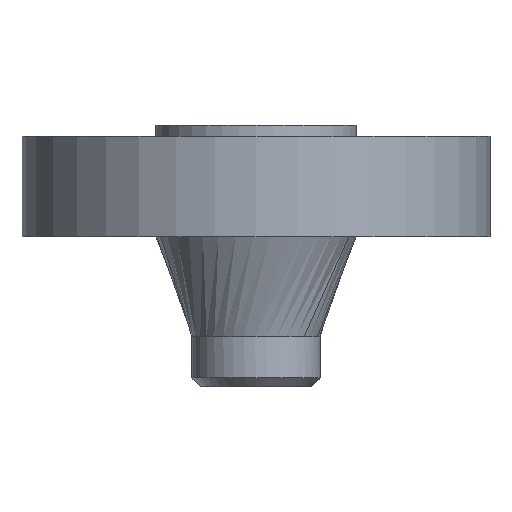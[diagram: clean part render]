
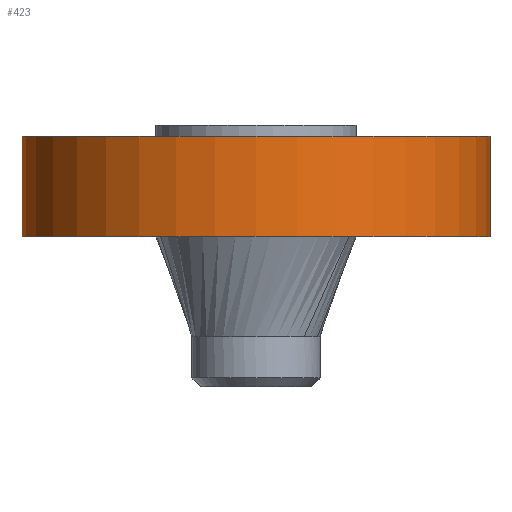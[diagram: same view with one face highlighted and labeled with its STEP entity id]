
A CAD part, front view. The second image highlights one B-rep face of the part: STEP entity #423.
In plain terms, the highlighted cylindrical face has radius 133.35 mm (diameter 266.7 mm), a partial arc.
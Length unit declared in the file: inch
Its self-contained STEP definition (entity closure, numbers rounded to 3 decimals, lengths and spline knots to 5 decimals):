
#119 = VERTEX_POINT ( 'NONE', #901 ) ;
#121 = CARTESIAN_POINT ( 'NONE',  ( 5.25, 0., -17.09924 ) ) ;
#132 = AXIS2_PLACEMENT_3D ( 'NONE', #672, #392, #296 ) ;
#149 = VERTEX_POINT ( 'NONE', #560 ) ;
#165 = CARTESIAN_POINT ( 'NONE',  ( -5.25, 0., 0. ) ) ;
#193 = DIRECTION ( 'NONE',  ( 1., 0., 0. ) ) ;
#239 = CYLINDRICAL_SURFACE ( 'NONE', #854, 5.25 ) ;
#252 = EDGE_CURVE ( 'NONE', #791, #808, #407, .T. ) ;
#262 = ORIENTED_EDGE ( 'NONE', *, *, #562, .F. ) ;
#296 = DIRECTION ( 'NONE',  ( 1., 0., 0. ) ) ;
#363 = ORIENTED_EDGE ( 'NONE', *, *, #670, .F. ) ;
#365 = LINE ( 'NONE', #121, #896 ) ;
#392 = DIRECTION ( 'NONE',  ( 0., 0., 1. ) ) ;
#407 = CIRCLE ( 'NONE', #132, 5.25 ) ;
#423 = ADVANCED_FACE ( 'NONE', ( #1022 ), #239, .T. ) ;
#439 = CARTESIAN_POINT ( 'NONE',  ( 0., 0., -2.25 ) ) ;
#492 = AXIS2_PLACEMENT_3D ( 'NONE', #439, #870, #193 ) ;
#517 = CARTESIAN_POINT ( 'NONE',  ( 5.25, 0., 0. ) ) ;
#558 = DIRECTION ( 'NONE',  ( 0., 0., 1. ) ) ;
#560 = CARTESIAN_POINT ( 'NONE',  ( -5.25, 0., -2.25 ) ) ;
#562 = EDGE_CURVE ( 'NONE', #119, #149, #1030, .T. ) ;
#614 = DIRECTION ( 'NONE',  ( 0., 0., 1. ) ) ;
#631 = VECTOR ( 'NONE', #743, 39.37008 ) ;
#670 = EDGE_CURVE ( 'NONE', #149, #791, #1010, .T. ) ;
#672 = CARTESIAN_POINT ( 'NONE',  ( 0., 0., 0. ) ) ;
#743 = DIRECTION ( 'NONE',  ( 0., 0., 1. ) ) ;
#767 = CARTESIAN_POINT ( 'NONE',  ( 0., 0., -17.09924 ) ) ;
#791 = VERTEX_POINT ( 'NONE', #165 ) ;
#808 = VERTEX_POINT ( 'NONE', #517 ) ;
#854 = AXIS2_PLACEMENT_3D ( 'NONE', #767, #614, #1110 ) ;
#870 = DIRECTION ( 'NONE',  ( 0., 0., -1. ) ) ;
#896 = VECTOR ( 'NONE', #558, 39.37008 ) ;
#901 = CARTESIAN_POINT ( 'NONE',  ( 5.25, 0., -2.25 ) ) ;
#920 = ORIENTED_EDGE ( 'NONE', *, *, #1015, .T. ) ;
#928 = CARTESIAN_POINT ( 'NONE',  ( -5.25, 0., -17.09924 ) ) ;
#990 = ORIENTED_EDGE ( 'NONE', *, *, #252, .F. ) ;
#1010 = LINE ( 'NONE', #928, #631 ) ;
#1015 = EDGE_CURVE ( 'NONE', #119, #808, #365, .T. ) ;
#1022 = FACE_OUTER_BOUND ( 'NONE', #1112, .T. ) ;
#1030 = CIRCLE ( 'NONE', #492, 5.25 ) ;
#1110 = DIRECTION ( 'NONE',  ( 1., 0., 0. ) ) ;
#1112 = EDGE_LOOP ( 'NONE', ( #363, #262, #920, #990 ) ) ;
